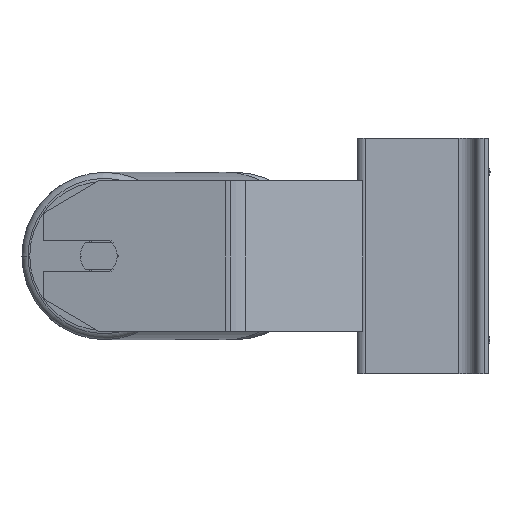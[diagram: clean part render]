
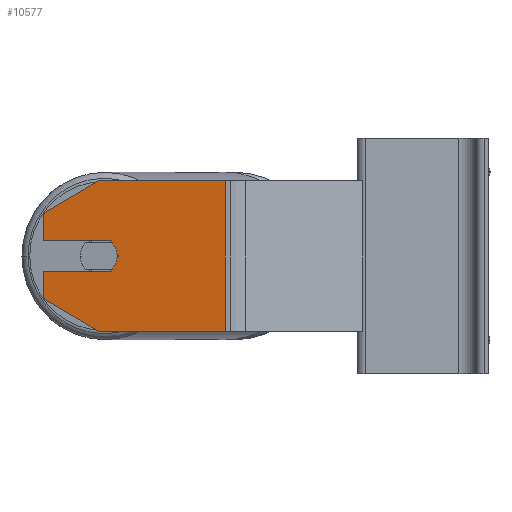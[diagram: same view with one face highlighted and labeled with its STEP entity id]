
A CAD part, left-side view. The second image highlights one B-rep face of the part: STEP entity #10577.
In plain terms, the highlighted planar face has unit normal (-0.985, 0.174, 0).
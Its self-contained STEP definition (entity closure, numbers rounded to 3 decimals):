
#40 = ORIENTED_EDGE ( 'NONE', *, *, #6244, .T. ) ;
#115 = CARTESIAN_POINT ( 'NONE',  ( -607.787, 185.122, 22.679 ) ) ;
#169 = LINE ( 'NONE', #115, #1938 ) ;
#326 = DIRECTION ( 'NONE',  ( -0.985, 0.174, 0. ) ) ;
#360 = CARTESIAN_POINT ( 'NONE',  ( -612.996, 155.577, 0. ) ) ;
#440 = CARTESIAN_POINT ( 'NONE',  ( -607.787, 185.122, 40. ) ) ;
#484 = CIRCLE ( 'NONE', #824, 10. ) ;
#608 = ORIENTED_EDGE ( 'NONE', *, *, #6970, .T. ) ;
#626 = CARTESIAN_POINT ( 'NONE',  ( -614.038, 149.669, -8. ) ) ;
#660 = CARTESIAN_POINT ( 'NONE',  ( -624.875, 88.212, 40. ) ) ;
#718 = CIRCLE ( 'NONE', #2098, 10. ) ;
#824 = AXIS2_PLACEMENT_3D ( 'NONE', #360, #9222, #9271 ) ;
#880 = VERTEX_POINT ( 'NONE', #10197 ) ;
#884 = EDGE_CURVE ( 'NONE', #3351, #2238, #7827, .T. ) ;
#897 = CARTESIAN_POINT ( 'NONE',  ( -607.787, 185.122, 8. ) ) ;
#1061 = DIRECTION ( 'NONE',  ( -0.174, -0.985, 0. ) ) ;
#1189 = CARTESIAN_POINT ( 'NONE',  ( -607.787, 185.122, -8. ) ) ;
#1259 = VERTEX_POINT ( 'NONE', #9619 ) ;
#1401 = LINE ( 'NONE', #9036, #5001 ) ;
#1839 = VECTOR ( 'NONE', #1061, 1000. ) ;
#1921 = VECTOR ( 'NONE', #6340, 1000. ) ;
#1938 = VECTOR ( 'NONE', #9139, 1000. ) ;
#2098 = AXIS2_PLACEMENT_3D ( 'NONE', #6069, #326, #9396 ) ;
#2238 = VERTEX_POINT ( 'NONE', #660 ) ;
#2468 = LINE ( 'NONE', #4121, #7635 ) ;
#3018 = DIRECTION ( 'NONE',  ( 0.985, -0.174, 0. ) ) ;
#3067 = EDGE_CURVE ( 'NONE', #9808, #10359, #484, .T. ) ;
#3203 = ORIENTED_EDGE ( 'NONE', *, *, #3067, .F. ) ;
#3269 = ORIENTED_EDGE ( 'NONE', *, *, #9943, .T. ) ;
#3275 = DIRECTION ( 'NONE',  ( -0.174, -0.985, 0. ) ) ;
#3351 = VERTEX_POINT ( 'NONE', #6308 ) ;
#3421 = DIRECTION ( 'NONE',  ( -0.174, -0.985, 0. ) ) ;
#3525 = VERTEX_POINT ( 'NONE', #1189 ) ;
#3688 = ORIENTED_EDGE ( 'NONE', *, *, #4279, .T. ) ;
#3984 = CARTESIAN_POINT ( 'NONE',  ( -607.787, 185.122, 40. ) ) ;
#4121 = CARTESIAN_POINT ( 'NONE',  ( -607.787, 185.122, -40. ) ) ;
#4193 = ORIENTED_EDGE ( 'NONE', *, *, #4363, .F. ) ;
#4239 = CARTESIAN_POINT ( 'NONE',  ( -612.996, 155.577, -40. ) ) ;
#4279 = EDGE_CURVE ( 'NONE', #3525, #5095, #9921, .T. ) ;
#4363 = EDGE_CURVE ( 'NONE', #9799, #880, #6642, .T. ) ;
#4508 = ORIENTED_EDGE ( 'NONE', *, *, #8051, .T. ) ;
#4520 = VECTOR ( 'NONE', #5038, 1000. ) ;
#4609 = CARTESIAN_POINT ( 'NONE',  ( -607.787, 185.122, 40. ) ) ;
#4785 = DIRECTION ( 'NONE',  ( -0.15, -0.853, -0.5 ) ) ;
#4909 = ORIENTED_EDGE ( 'NONE', *, *, #8531, .F. ) ;
#5001 = VECTOR ( 'NONE', #4785, 1000. ) ;
#5035 = CARTESIAN_POINT ( 'NONE',  ( -607.787, 185.122, 40. ) ) ;
#5038 = DIRECTION ( 'NONE',  ( 0., 0., -1. ) ) ;
#5095 = VERTEX_POINT ( 'NONE', #10354 ) ;
#5160 = VERTEX_POINT ( 'NONE', #4239 ) ;
#5420 = VERTEX_POINT ( 'NONE', #7969 ) ;
#5602 = ORIENTED_EDGE ( 'NONE', *, *, #8236, .F. ) ;
#5746 = CARTESIAN_POINT ( 'NONE',  ( -624.875, 88.212, 40. ) ) ;
#6069 = CARTESIAN_POINT ( 'NONE',  ( -612.996, 155.577, 0. ) ) ;
#6244 = EDGE_CURVE ( 'NONE', #5420, #880, #8038, .T. ) ;
#6308 = CARTESIAN_POINT ( 'NONE',  ( -612.996, 155.577, 40. ) ) ;
#6340 = DIRECTION ( 'NONE',  ( 0., 0., -1. ) ) ;
#6483 = DIRECTION ( 'NONE',  ( 0., 0., -1. ) ) ;
#6642 = LINE ( 'NONE', #897, #8972 ) ;
#6713 = CARTESIAN_POINT ( 'NONE',  ( -614.733, 145.729, 0. ) ) ;
#6970 = EDGE_CURVE ( 'NONE', #3351, #5420, #169, .T. ) ;
#7087 = DIRECTION ( 'NONE',  ( 0.174, 0.985, 0. ) ) ;
#7635 = VECTOR ( 'NONE', #3421, 1000. ) ;
#7827 = LINE ( 'NONE', #440, #1839 ) ;
#7969 = CARTESIAN_POINT ( 'NONE',  ( -607.787, 185.122, 22.679 ) ) ;
#8034 = EDGE_LOOP ( 'NONE', ( #3688, #4508, #3269, #9182, #10592, #608, #40, #4193, #5602, #3203, #4909 ) ) ;
#8038 = LINE ( 'NONE', #3984, #1921 ) ;
#8051 = EDGE_CURVE ( 'NONE', #5095, #5160, #1401, .T. ) ;
#8141 = VECTOR ( 'NONE', #3275, 1000. ) ;
#8236 = EDGE_CURVE ( 'NONE', #10359, #9799, #718, .T. ) ;
#8531 = EDGE_CURVE ( 'NONE', #3525, #9808, #9173, .T. ) ;
#8749 = PLANE ( 'NONE',  #8881 ) ;
#8793 = VECTOR ( 'NONE', #6483, 1000. ) ;
#8881 = AXIS2_PLACEMENT_3D ( 'NONE', #4609, #3018, #7087 ) ;
#8900 = CARTESIAN_POINT ( 'NONE',  ( -614.038, 149.669, 8. ) ) ;
#8972 = VECTOR ( 'NONE', #9963, 1000. ) ;
#9036 = CARTESIAN_POINT ( 'NONE',  ( -612.996, 155.577, -40. ) ) ;
#9139 = DIRECTION ( 'NONE',  ( 0.15, 0.853, -0.5 ) ) ;
#9173 = LINE ( 'NONE', #10068, #8141 ) ;
#9182 = ORIENTED_EDGE ( 'NONE', *, *, #9579, .F. ) ;
#9222 = DIRECTION ( 'NONE',  ( -0.985, 0.174, 0. ) ) ;
#9271 = DIRECTION ( 'NONE',  ( -0.174, -0.985, 0. ) ) ;
#9396 = DIRECTION ( 'NONE',  ( -0.174, -0.985, 0. ) ) ;
#9579 = EDGE_CURVE ( 'NONE', #2238, #1259, #10069, .T. ) ;
#9599 = FACE_OUTER_BOUND ( 'NONE', #8034, .T. ) ;
#9619 = CARTESIAN_POINT ( 'NONE',  ( -624.875, 88.212, -40. ) ) ;
#9799 = VERTEX_POINT ( 'NONE', #8900 ) ;
#9808 = VERTEX_POINT ( 'NONE', #626 ) ;
#9921 = LINE ( 'NONE', #5035, #8793 ) ;
#9943 = EDGE_CURVE ( 'NONE', #5160, #1259, #2468, .T. ) ;
#9963 = DIRECTION ( 'NONE',  ( 0.174, 0.985, 0. ) ) ;
#10068 = CARTESIAN_POINT ( 'NONE',  ( -607.787, 185.122, -8. ) ) ;
#10069 = LINE ( 'NONE', #5746, #4520 ) ;
#10197 = CARTESIAN_POINT ( 'NONE',  ( -607.787, 185.122, 8. ) ) ;
#10354 = CARTESIAN_POINT ( 'NONE',  ( -607.787, 185.122, -22.679 ) ) ;
#10359 = VERTEX_POINT ( 'NONE', #6713 ) ;
#10577 = ADVANCED_FACE ( 'NONE', ( #9599 ), #8749, .F. ) ;
#10592 = ORIENTED_EDGE ( 'NONE', *, *, #884, .F. ) ;
